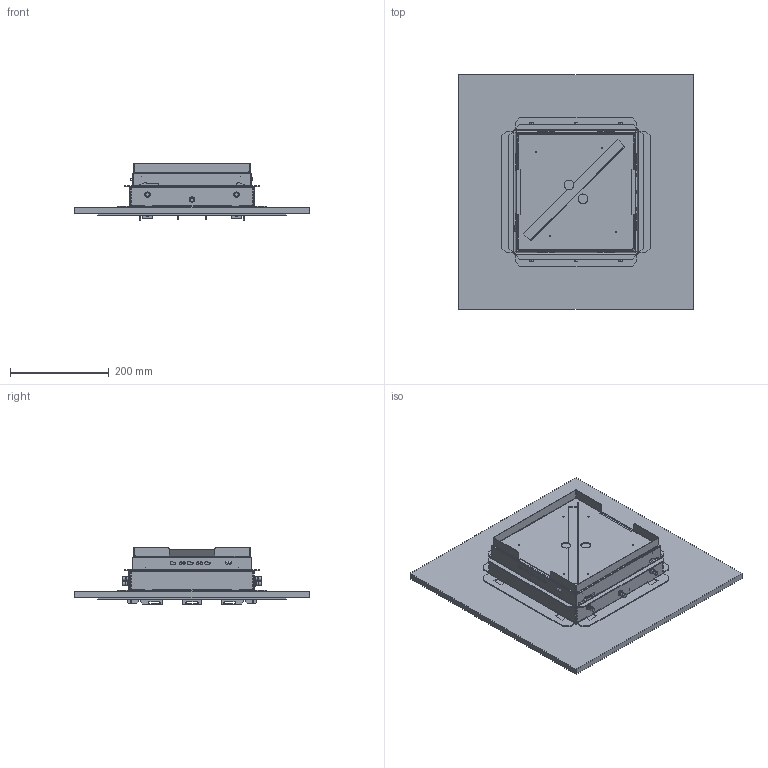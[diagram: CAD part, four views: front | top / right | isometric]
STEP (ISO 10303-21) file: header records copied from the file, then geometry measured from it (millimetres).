
FILE_DESCRIPTION (( 'STEP AP214' ), '1' );
FILE_NAME ('7409623_VA_Schnurauslass.STEP', '2023-12-13T10:22:09', ( '' ), ( '' ), 'SwSTEP 2.0', 'SolidWorks 2022', '' );
FILE_SCHEMA (( 'AUTOMOTIVE_DESIGN' ));
Length unit declared in the file: millimetre
Products named in the file (30): 05052808_Standard; 35011900_Standard; 032927_43000132; 081520_Standard; 034042_43000138; 038602_Standard; P_0000013481_1_Standard; 046279_Standard; 053554_H = 25 ; 253593_Mit Kragen; 081519_Standard; 253600; 036167_Standard; 046299_Standard; P_0000013461_1; 081518_Standard; 038601_25 mm Nutzhöhe ; 253592_Standard; P_0000004761_1_Standard; 155473_Standard; 253671_Kombinierte Version für 250er Dose für R9 und 9; 253732_H=25 ; 253596_Mit Kragen; 038603_Standard; 35104262_Standard; serrated lock washer 1_din_DIN 6798-A6.4; 250711_Standard; 046359_Unterteil mit Sonderstempel; 7409623_VA_Schnurauslass; P_39411020_1_Standard
Assembly tree (46 placements, depth 4):
  7409623_VA_Schnurauslass
    253596_Mit Kragen
      253593_Mit Kragen
      P_0000013461_1  x6
    253600
      253592_Standard
      35104262_Standard
    155473_Standard  x2
    P_0000013481_1_Standard  x6
    081520_Standard
      081518_Standard
      081519_Standard
    253671_Kombinierte Version für 250er Dose für R9 und 9
    250711_Standard
    serrated lock washer 1_din_DIN 6798-A6.4  x4
    053554_H = 25 
      038601_25 mm Nutzhöhe 
      038603_Standard
      046359_Unterteil mit Sonderstempel
        046279_Standard
        036167_Standard
        05052808_Standard  x2
      P_39411020_1_Standard  x2
      P_0000004761_1_Standard
      038602_Standard
      35011900_Standard  x2
      034042_43000138
      032927_43000132
    253732_H=25 
    046299_Standard
Bounding box: 475 x 475 x 116.8 mm (x, y, z)
Volume: 3270996 mm3; surface area: 1523678.6 mm2
Topology: 41 solids, 41 shells, 3973 faces, 10593 edges, 6603 vertices
Faces by surface type: plane 2242, cylinder 1173, bspline 271, cone 164, torus 97, sphere 26
Entity records: 110376 total; most frequent: CARTESIAN_POINT 25472, ORIENTED_EDGE 17180, DIRECTION 16238, EDGE_CURVE 8590, LINE 5698, VECTOR 5698, VERTEX_POINT 5429, AXIS2_PLACEMENT_3D 5270
